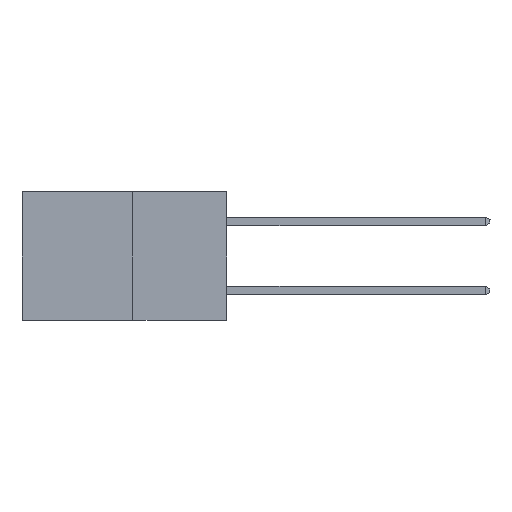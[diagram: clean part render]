
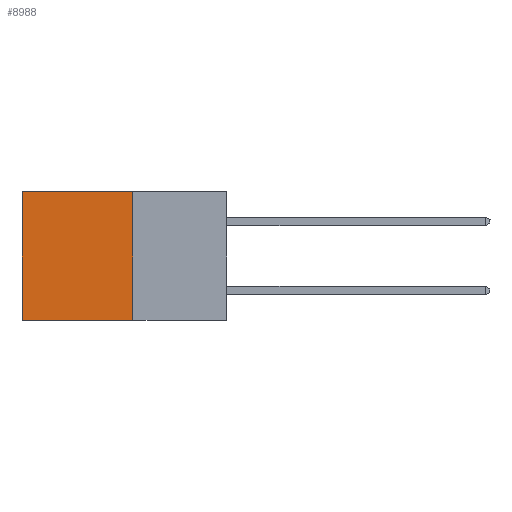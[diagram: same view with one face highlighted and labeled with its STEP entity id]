
A CAD part, left-side view. The second image highlights one B-rep face of the part: STEP entity #8988.
In plain terms, the highlighted planar face has unit normal (-1, 0, 0).
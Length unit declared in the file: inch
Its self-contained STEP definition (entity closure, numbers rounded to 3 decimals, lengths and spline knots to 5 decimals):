
#99 = LINE ( 'NONE', #6334, #15179 ) ;
#904 = DIRECTION ( 'NONE',  ( 0., 0., -1. ) ) ;
#2647 = DIRECTION ( 'NONE',  ( 0., 0., -1. ) ) ;
#2855 = PLANE ( 'NONE',  #9996 ) ;
#3728 = ORIENTED_EDGE ( 'NONE', *, *, #14578, .F. ) ;
#3750 = DIRECTION ( 'NONE',  ( 0., 1., 0. ) ) ;
#6334 = CARTESIAN_POINT ( 'NONE',  ( 0.277, 0.59, -0.37 ) ) ;
#7495 = VECTOR ( 'NONE', #24576, 39.37008 ) ;
#8319 = DIRECTION ( 'NONE',  ( 0., 0., -1. ) ) ;
#8988 = ADVANCED_FACE ( 'NONE', ( #25743 ), #2855, .F. ) ;
#9014 = CARTESIAN_POINT ( 'NONE',  ( 0.277, 0.27, 0. ) ) ;
#9196 = LINE ( 'NONE', #9014, #7495 ) ;
#9996 = AXIS2_PLACEMENT_3D ( 'NONE', #21303, #23913, #8319 ) ;
#11855 = VERTEX_POINT ( 'NONE', #18410 ) ;
#13051 = VERTEX_POINT ( 'NONE', #17657 ) ;
#13564 = EDGE_CURVE ( 'NONE', #13051, #30260, #9196, .T. ) ;
#14578 = EDGE_CURVE ( 'NONE', #13051, #11855, #18033, .T. ) ;
#15179 = VECTOR ( 'NONE', #904, 39.37008 ) ;
#16726 = ORIENTED_EDGE ( 'NONE', *, *, #29811, .F. ) ;
#17310 = ORIENTED_EDGE ( 'NONE', *, *, #13564, .T. ) ;
#17657 = CARTESIAN_POINT ( 'NONE',  ( 0.277, 0.27, 0. ) ) ;
#18033 = LINE ( 'NONE', #20977, #30291 ) ;
#18410 = CARTESIAN_POINT ( 'NONE',  ( 0.277, 0.27, -0.37 ) ) ;
#18598 = EDGE_CURVE ( 'NONE', #30260, #25076, #99, .T. ) ;
#19548 = CARTESIAN_POINT ( 'NONE',  ( 0.277, 0.27, -0.37 ) ) ;
#20354 = ORIENTED_EDGE ( 'NONE', *, *, #18598, .T. ) ;
#20977 = CARTESIAN_POINT ( 'NONE',  ( 0.277, 0.27, -0.37 ) ) ;
#21219 = CARTESIAN_POINT ( 'NONE',  ( 0.277, 0.59, -0.37 ) ) ;
#21303 = CARTESIAN_POINT ( 'NONE',  ( 0.277, 0.27, -0.37 ) ) ;
#21922 = LINE ( 'NONE', #19548, #28827 ) ;
#23913 = DIRECTION ( 'NONE',  ( 1., 0., 0. ) ) ;
#24576 = DIRECTION ( 'NONE',  ( 0., 1., 0. ) ) ;
#25076 = VERTEX_POINT ( 'NONE', #21219 ) ;
#25743 = FACE_OUTER_BOUND ( 'NONE', #31418, .T. ) ;
#28827 = VECTOR ( 'NONE', #3750, 39.37008 ) ;
#29811 = EDGE_CURVE ( 'NONE', #11855, #25076, #21922, .T. ) ;
#30260 = VERTEX_POINT ( 'NONE', #31423 ) ;
#30291 = VECTOR ( 'NONE', #2647, 39.37008 ) ;
#31418 = EDGE_LOOP ( 'NONE', ( #20354, #16726, #3728, #17310 ) ) ;
#31423 = CARTESIAN_POINT ( 'NONE',  ( 0.277, 0.59, 0. ) ) ;
